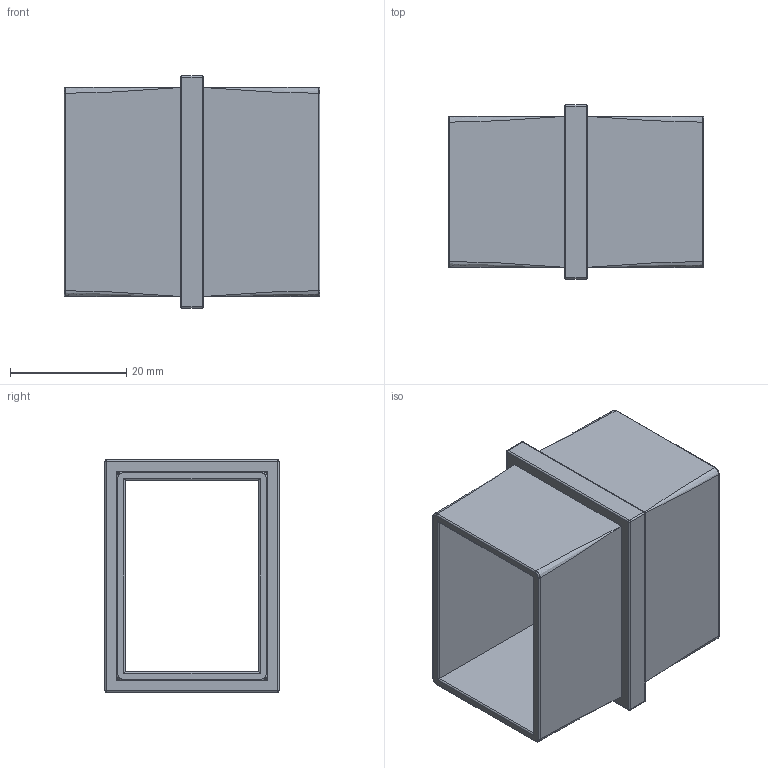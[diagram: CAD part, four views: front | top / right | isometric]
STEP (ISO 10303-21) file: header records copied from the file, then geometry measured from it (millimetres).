
FILE_DESCRIPTION (( 'STEP AP203' ), '1' );
FILE_NAME ('3D_GV1714_40x30x2_188715200.STEP', '2024-10-21T06:40:01', ( '' ), ( '' ), 'SwSTEP 2.0', 'SolidWorks 2024', '' );
FILE_SCHEMA (( 'CONFIG_CONTROL_DESIGN' ));
Length unit declared in the file: millimetre
Products named in the file (1): 3D_GV1714_40x30x2_188715200
Bounding box: 44 x 30 x 40 mm (x, y, z)
Volume: 8817.1 mm3; surface area: 11203.3 mm2
Topology: 1 solids, 1 shells, 72 faces, 164 edges, 80 vertices
Faces by surface type: cylinder 28, plane 20, bspline 16, sphere 8
Entity records: 2345 total; most frequent: CARTESIAN_POINT 893, ORIENTED_EDGE 296, DIRECTION 262, EDGE_CURVE 148, AXIS2_PLACEMENT_3D 97, VERTEX_POINT 80, EDGE_LOOP 76, FACE_OUTER_BOUND 72
